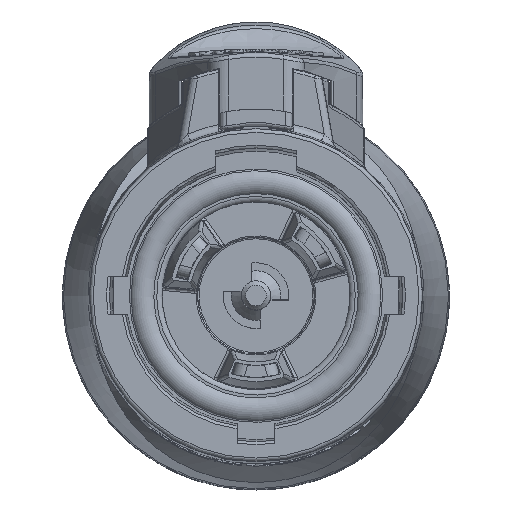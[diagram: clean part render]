
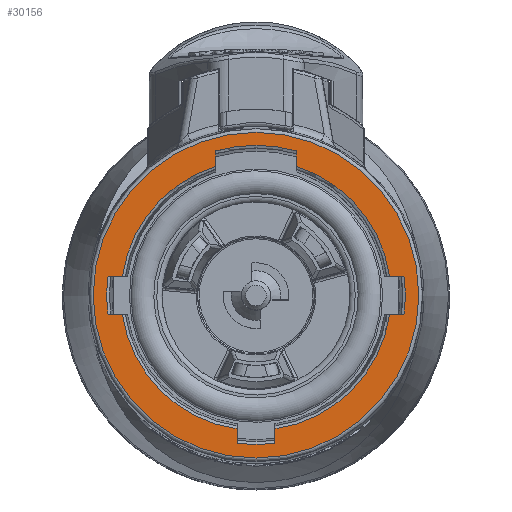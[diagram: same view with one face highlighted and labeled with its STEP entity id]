
A CAD part, top view. The second image highlights one B-rep face of the part: STEP entity #30156.
In plain terms, the highlighted planar face has unit normal (0, 0, 1).
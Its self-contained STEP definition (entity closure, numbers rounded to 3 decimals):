
#831=FACE_BOUND('',#4824,.T.);
#1009=PLANE('',#32337);
#1993=CIRCLE('',#32335,10.215);
#1995=CIRCLE('',#32338,11.151);
#1996=CIRCLE('',#32339,9.24);
#1997=CIRCLE('',#32340,10.215);
#1998=CIRCLE('',#32341,9.24);
#1999=CIRCLE('',#32342,10.215);
#2000=CIRCLE('',#32343,9.24);
#2001=CIRCLE('',#32344,10.262);
#2002=CIRCLE('',#32345,9.24);
#3029=FACE_OUTER_BOUND('',#4823,.T.);
#4823=EDGE_LOOP('',(#21603));
#4824=EDGE_LOOP('',(#21604,#21605,#21606,#21607,#21608,#21609,#21610,#21611,
#21612,#21613,#21614,#21615,#21616,#21617,#21618,#21619));
#7939=LINE('',#49750,#10405);
#7940=LINE('',#49752,#10406);
#7941=LINE('',#49756,#10407);
#7942=LINE('',#49760,#10408);
#7943=LINE('',#49764,#10409);
#7944=LINE('',#49768,#10410);
#7945=LINE('',#49772,#10411);
#7946=LINE('',#49776,#10412);
#10405=VECTOR('',#35201,10.);
#10406=VECTOR('',#35202,10.);
#10407=VECTOR('',#35205,10.);
#10408=VECTOR('',#35208,10.);
#10409=VECTOR('',#35211,10.);
#10410=VECTOR('',#35214,10.);
#10411=VECTOR('',#35217,10.);
#10412=VECTOR('',#35220,10.);
#13131=VERTEX_POINT('',#49721);
#13132=VERTEX_POINT('',#49732);
#13134=VERTEX_POINT('',#49747);
#13135=VERTEX_POINT('',#49749);
#13136=VERTEX_POINT('',#49751);
#13137=VERTEX_POINT('',#49753);
#13138=VERTEX_POINT('',#49755);
#13139=VERTEX_POINT('',#49757);
#13140=VERTEX_POINT('',#49759);
#13141=VERTEX_POINT('',#49761);
#13142=VERTEX_POINT('',#49763);
#13143=VERTEX_POINT('',#49765);
#13144=VERTEX_POINT('',#49767);
#13145=VERTEX_POINT('',#49769);
#13146=VERTEX_POINT('',#49771);
#13147=VERTEX_POINT('',#49773);
#13148=VERTEX_POINT('',#49775);
#16373=EDGE_CURVE('',#13131,#13132,#1993,.T.);
#16376=EDGE_CURVE('',#13134,#13134,#1995,.T.);
#16377=EDGE_CURVE('',#13135,#13132,#7939,.T.);
#16378=EDGE_CURVE('',#13131,#13136,#7940,.T.);
#16379=EDGE_CURVE('',#13137,#13136,#1996,.T.);
#16380=EDGE_CURVE('',#13137,#13138,#7941,.T.);
#16381=EDGE_CURVE('',#13139,#13138,#1997,.T.);
#16382=EDGE_CURVE('',#13140,#13139,#7942,.T.);
#16383=EDGE_CURVE('',#13141,#13140,#1998,.T.);
#16384=EDGE_CURVE('',#13141,#13142,#7943,.T.);
#16385=EDGE_CURVE('',#13143,#13142,#1999,.T.);
#16386=EDGE_CURVE('',#13144,#13143,#7944,.T.);
#16387=EDGE_CURVE('',#13145,#13144,#2000,.T.);
#16388=EDGE_CURVE('',#13146,#13145,#7945,.T.);
#16389=EDGE_CURVE('',#13147,#13146,#2001,.T.);
#16390=EDGE_CURVE('',#13148,#13147,#7946,.T.);
#16391=EDGE_CURVE('',#13135,#13148,#2002,.T.);
#21603=ORIENTED_EDGE('',*,*,#16376,.F.);
#21604=ORIENTED_EDGE('',*,*,#16377,.T.);
#21605=ORIENTED_EDGE('',*,*,#16373,.F.);
#21606=ORIENTED_EDGE('',*,*,#16378,.T.);
#21607=ORIENTED_EDGE('',*,*,#16379,.F.);
#21608=ORIENTED_EDGE('',*,*,#16380,.T.);
#21609=ORIENTED_EDGE('',*,*,#16381,.F.);
#21610=ORIENTED_EDGE('',*,*,#16382,.F.);
#21611=ORIENTED_EDGE('',*,*,#16383,.F.);
#21612=ORIENTED_EDGE('',*,*,#16384,.T.);
#21613=ORIENTED_EDGE('',*,*,#16385,.F.);
#21614=ORIENTED_EDGE('',*,*,#16386,.F.);
#21615=ORIENTED_EDGE('',*,*,#16387,.F.);
#21616=ORIENTED_EDGE('',*,*,#16388,.F.);
#21617=ORIENTED_EDGE('',*,*,#16389,.F.);
#21618=ORIENTED_EDGE('',*,*,#16390,.F.);
#21619=ORIENTED_EDGE('',*,*,#16391,.F.);
#30156=ADVANCED_FACE('',(#3029,#831),#1009,.F.);
#32335=AXIS2_PLACEMENT_3D('',#49733,#35193,#35194);
#32337=AXIS2_PLACEMENT_3D('',#49746,#35197,#35198);
#32338=AXIS2_PLACEMENT_3D('',#49748,#35199,#35200);
#32339=AXIS2_PLACEMENT_3D('',#49754,#35203,#35204);
#32340=AXIS2_PLACEMENT_3D('',#49758,#35206,#35207);
#32341=AXIS2_PLACEMENT_3D('',#49762,#35209,#35210);
#32342=AXIS2_PLACEMENT_3D('',#49766,#35212,#35213);
#32343=AXIS2_PLACEMENT_3D('',#49770,#35215,#35216);
#32344=AXIS2_PLACEMENT_3D('',#49774,#35218,#35219);
#32345=AXIS2_PLACEMENT_3D('',#49777,#35221,#35222);
#35193=DIRECTION('center_axis',(0.,0.,1.));
#35194=DIRECTION('ref_axis',(1.,0.,0.));
#35197=DIRECTION('center_axis',(0.,0.,-1.));
#35198=DIRECTION('ref_axis',(-1.,0.,0.));
#35199=DIRECTION('center_axis',(0.,0.,-1.));
#35200=DIRECTION('ref_axis',(-1.,0.,0.));
#35201=DIRECTION('',(1.,0.,0.));
#35202=DIRECTION('',(-1.,0.,0.));
#35203=DIRECTION('center_axis',(0.,0.,1.));
#35204=DIRECTION('ref_axis',(0.707,-0.707,0.));
#35205=DIRECTION('',(0.,-1.,0.));
#35206=DIRECTION('center_axis',(0.,0.,1.));
#35207=DIRECTION('ref_axis',(0.,-1.,0.));
#35208=DIRECTION('',(0.,-1.,0.));
#35209=DIRECTION('center_axis',(0.,0.,1.));
#35210=DIRECTION('ref_axis',(-0.707,-0.707,0.));
#35211=DIRECTION('',(-1.,0.,0.));
#35212=DIRECTION('center_axis',(0.,0.,1.));
#35213=DIRECTION('ref_axis',(-1.,0.,0.));
#35214=DIRECTION('',(-1.,0.,0.));
#35215=DIRECTION('center_axis',(0.,0.,1.));
#35216=DIRECTION('ref_axis',(-0.763,0.647,0.));
#35217=DIRECTION('',(0.,-1.,0.));
#35218=DIRECTION('center_axis',(0.,0.,1.));
#35219=DIRECTION('ref_axis',(0.,1.,0.));
#35220=DIRECTION('',(0.,1.,0.));
#35221=DIRECTION('center_axis',(0.,0.,1.));
#35222=DIRECTION('ref_axis',(0.763,0.647,0.));
#49721=CARTESIAN_POINT('',(10.132,-1.3,44.3));
#49732=CARTESIAN_POINT('',(10.132,1.3,44.3));
#49733=CARTESIAN_POINT('Origin',(0.,0.,44.3));
#49746=CARTESIAN_POINT('Origin',(0.,0.,44.3));
#49747=CARTESIAN_POINT('',(11.151,0.,44.3));
#49748=CARTESIAN_POINT('Origin',(0.,0.,44.3));
#49749=CARTESIAN_POINT('',(9.148,1.3,44.3));
#49750=CARTESIAN_POINT('',(4.402,1.3,44.3));
#49751=CARTESIAN_POINT('',(9.148,-1.3,44.3));
#49752=CARTESIAN_POINT('',(4.895,-1.3,44.3));
#49753=CARTESIAN_POINT('',(1.3,-9.148,44.3));
#49754=CARTESIAN_POINT('Origin',(0.,0.,44.3));
#49755=CARTESIAN_POINT('',(1.3,-10.132,44.3));
#49756=CARTESIAN_POINT('',(1.3,-4.402,44.3));
#49757=CARTESIAN_POINT('',(-1.3,-10.132,44.3));
#49758=CARTESIAN_POINT('Origin',(0.,0.,44.3));
#49759=CARTESIAN_POINT('',(-1.3,-9.148,44.3));
#49760=CARTESIAN_POINT('',(-1.3,-4.895,44.3));
#49761=CARTESIAN_POINT('',(-9.148,-1.3,44.3));
#49762=CARTESIAN_POINT('Origin',(0.,0.,44.3));
#49763=CARTESIAN_POINT('',(-10.132,-1.3,44.3));
#49764=CARTESIAN_POINT('',(-4.402,-1.3,44.3));
#49765=CARTESIAN_POINT('',(-10.132,1.3,44.3));
#49766=CARTESIAN_POINT('Origin',(0.,0.,44.3));
#49767=CARTESIAN_POINT('',(-9.148,1.3,44.3));
#49768=CARTESIAN_POINT('',(-4.895,1.3,44.3));
#49769=CARTESIAN_POINT('',(-2.75,8.822,44.3));
#49770=CARTESIAN_POINT('Origin',(0.,0.,44.3));
#49771=CARTESIAN_POINT('',(-2.75,9.887,44.3));
#49772=CARTESIAN_POINT('',(-2.75,4.232,44.3));
#49773=CARTESIAN_POINT('',(2.75,9.887,44.3));
#49774=CARTESIAN_POINT('Origin',(0.,0.,44.3));
#49775=CARTESIAN_POINT('',(2.75,8.822,44.3));
#49776=CARTESIAN_POINT('',(2.75,4.742,44.3));
#49777=CARTESIAN_POINT('Origin',(0.,0.,44.3));
